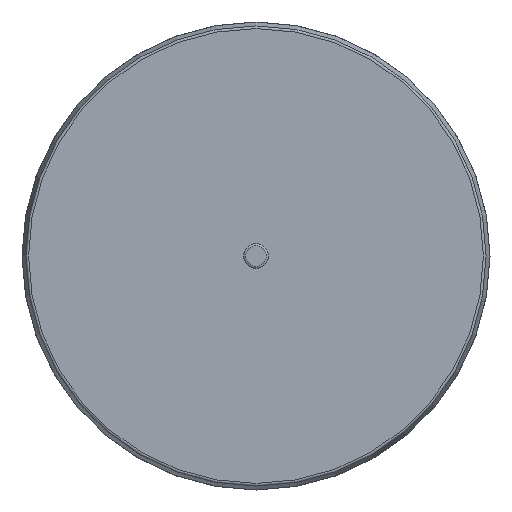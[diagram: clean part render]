
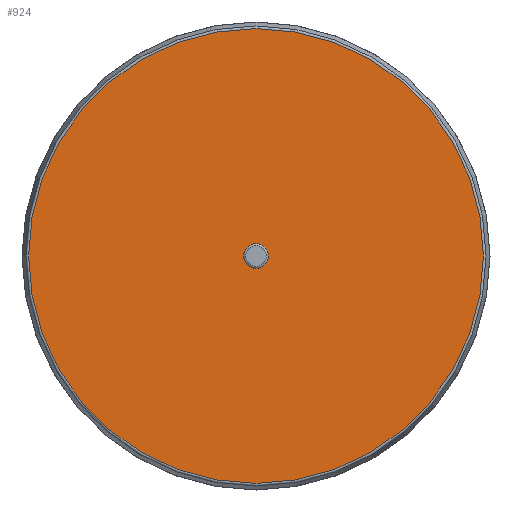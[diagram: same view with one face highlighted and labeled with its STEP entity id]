
A CAD part, front view. The second image highlights one B-rep face of the part: STEP entity #924.
In plain terms, the highlighted planar face has unit normal (0, -1, 0).
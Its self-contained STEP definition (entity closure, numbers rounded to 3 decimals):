
#51=FACE_BOUND('',#170,.T.);
#62=PLANE('',#1078);
#111=FACE_OUTER_BOUND('',#169,.T.);
#169=EDGE_LOOP('',(#790,#791));
#170=EDGE_LOOP('',(#792,#793));
#288=CIRCLE('',#969,2.475);
#289=CIRCLE('',#970,2.475);
#304=CIRCLE('',#991,54.024);
#305=CIRCLE('',#992,54.024);
#380=VERTEX_POINT('',#1450);
#381=VERTEX_POINT('',#1451);
#394=VERTEX_POINT('',#1488);
#395=VERTEX_POINT('',#1489);
#477=EDGE_CURVE('',#380,#381,#288,.T.);
#478=EDGE_CURVE('',#381,#380,#289,.T.);
#495=EDGE_CURVE('',#394,#395,#304,.T.);
#496=EDGE_CURVE('',#395,#394,#305,.T.);
#790=ORIENTED_EDGE('',*,*,#495,.T.);
#791=ORIENTED_EDGE('',*,*,#496,.T.);
#792=ORIENTED_EDGE('',*,*,#477,.T.);
#793=ORIENTED_EDGE('',*,*,#478,.T.);
#924=ADVANCED_FACE('',(#111,#51),#62,.T.);
#969=AXIS2_PLACEMENT_3D('',#1452,#1116,#1117);
#970=AXIS2_PLACEMENT_3D('',#1453,#1118,#1119);
#991=AXIS2_PLACEMENT_3D('',#1490,#1162,#1163);
#992=AXIS2_PLACEMENT_3D('',#1491,#1164,#1165);
#1078=AXIS2_PLACEMENT_3D('',#1648,#1348,#1349);
#1116=DIRECTION('center_axis',(0.,1.,0.));
#1117=DIRECTION('ref_axis',(-1.,0.,0.));
#1118=DIRECTION('center_axis',(0.,1.,0.));
#1119=DIRECTION('ref_axis',(-1.,0.,0.));
#1162=DIRECTION('center_axis',(0.,-1.,0.));
#1163=DIRECTION('ref_axis',(-1.,0.,0.));
#1164=DIRECTION('center_axis',(0.,-1.,0.));
#1165=DIRECTION('ref_axis',(-1.,0.,0.));
#1348=DIRECTION('center_axis',(0.,-1.,0.));
#1349=DIRECTION('ref_axis',(0.,0.,-1.));
#1450=CARTESIAN_POINT('',(-2.475,0.,0.));
#1451=CARTESIAN_POINT('',(2.475,0.,0.));
#1452=CARTESIAN_POINT('Origin',(0.,0.,
0.));
#1453=CARTESIAN_POINT('Origin',(0.,0.,
0.));
#1488=CARTESIAN_POINT('',(-54.024,0.,0.));
#1489=CARTESIAN_POINT('',(0.,0.,54.024));
#1490=CARTESIAN_POINT('Origin',(0.,0.,
0.));
#1491=CARTESIAN_POINT('Origin',(0.,0.,
0.));
#1648=CARTESIAN_POINT('Origin',(-27.012,0.,0.));
